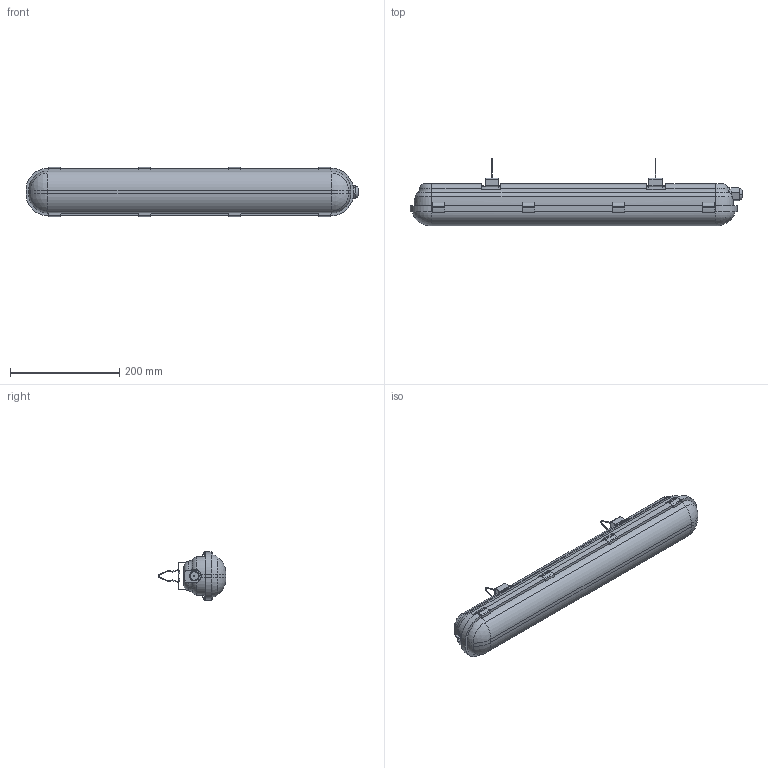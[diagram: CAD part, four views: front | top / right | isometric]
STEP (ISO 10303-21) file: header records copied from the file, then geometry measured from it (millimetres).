
FILE_DESCRIPTION (( 'STEP AP214' ), '1' );
FILE_NAME ('Ñâåòèëüíèê ïîòîëî÷íûé ÄÑÏ 1301 20 Âò IP65.STEP', '2017-08-28T09:33:28', ( '' ), ( '' ), 'SwSTEP 2.0', 'SolidWorks 2014', '' );
FILE_SCHEMA (( 'AUTOMOTIVE_DESIGN' ));
Length unit declared in the file: millimetre
Products named in the file (1): Ñâåòèëüíèê ïîòîëî÷íûé ÄÑÏ 1301 20 Âò IP65
Bounding box: 608.5 x 124.45 x 89.97 mm (x, y, z)
Volume: 2874695.4 mm3; surface area: 194792.2 mm2
Topology: 1 solids, 1 shells, 474 faces, 1368 edges, 884 vertices
Faces by surface type: plane 218, cylinder 182, torus 50, cone 20, sphere 4
Entity records: 16170 total; most frequent: CARTESIAN_POINT 3243, DIRECTION 2810, ORIENTED_EDGE 2736, EDGE_CURVE 1368, AXIS2_PLACEMENT_3D 1031, VERTEX_POINT 884, LINE 748, VECTOR 748
